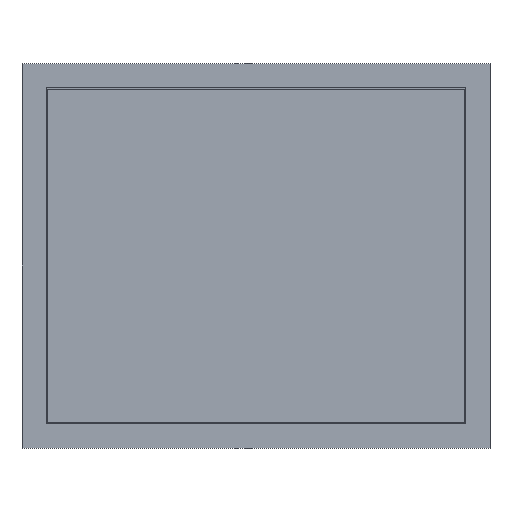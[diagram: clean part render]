
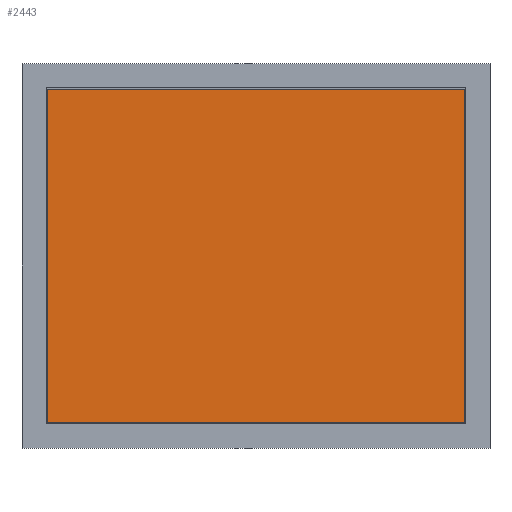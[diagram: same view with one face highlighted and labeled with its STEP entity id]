
A CAD part, top view. The second image highlights one B-rep face of the part: STEP entity #2443.
In plain terms, the highlighted planar face has unit normal (0, 0, 1).
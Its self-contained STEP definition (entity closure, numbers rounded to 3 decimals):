
#2443=ADVANCED_FACE('',(#4455),#3699,.F.);
#3699=PLANE('',#22973);
#4455=FACE_OUTER_BOUND('',#5493,.T.);
#5493=EDGE_LOOP('',(#7272,#7273,#7274,#7275));
#7272=ORIENTED_EDGE('',*,*,#15599,.T.);
#7273=ORIENTED_EDGE('',*,*,#15600,.T.);
#7274=ORIENTED_EDGE('',*,*,#15601,.T.);
#7275=ORIENTED_EDGE('',*,*,#15602,.T.);
#13468=VERTEX_POINT('',#31025);
#13469=VERTEX_POINT('',#31026);
#13470=VERTEX_POINT('',#31028);
#13471=VERTEX_POINT('',#31030);
#15599=EDGE_CURVE('',#13468,#13469,#18697,.T.);
#15600=EDGE_CURVE('',#13469,#13470,#18698,.T.);
#15601=EDGE_CURVE('',#13470,#13471,#18699,.T.);
#15602=EDGE_CURVE('',#13471,#13468,#18700,.T.);
#18697=LINE('',#31024,#20795);
#18698=LINE('',#31027,#20796);
#18699=LINE('',#31029,#20797);
#18700=LINE('',#31031,#20798);
#20795=VECTOR('',#24932,1.);
#20796=VECTOR('',#24933,1.);
#20797=VECTOR('',#24934,1.);
#20798=VECTOR('',#24935,1.);
#22973=AXIS2_PLACEMENT_3D('',#31032,#24936,#24937);
#24932=DIRECTION('',(1.,0.,0.));
#24933=DIRECTION('',(0.,1.,0.));
#24934=DIRECTION('',(-1.,0.,0.));
#24935=DIRECTION('',(0.,-1.,0.));
#24936=DIRECTION('',(0.,0.,-1.));
#24937=DIRECTION('',(-1.,0.,0.));
#31024=CARTESIAN_POINT('',(0.,-150.53,-0.5));
#31025=CARTESIAN_POINT('',(-188.16,-150.53,-0.5));
#31026=CARTESIAN_POINT('',(188.16,-150.53,-0.5));
#31027=CARTESIAN_POINT('',(188.16,0.,-0.5));
#31028=CARTESIAN_POINT('',(188.16,150.53,-0.5));
#31029=CARTESIAN_POINT('',(0.,150.53,-0.5));
#31030=CARTESIAN_POINT('',(-188.16,150.53,-0.5));
#31031=CARTESIAN_POINT('',(-188.16,0.,-0.5));
#31032=CARTESIAN_POINT('',(0.,0.,
-0.5));
